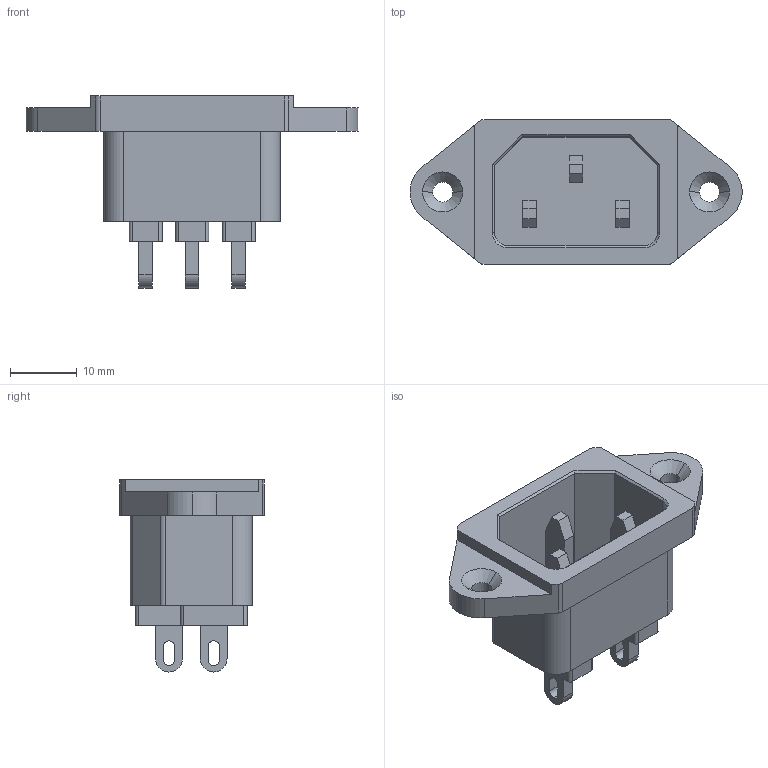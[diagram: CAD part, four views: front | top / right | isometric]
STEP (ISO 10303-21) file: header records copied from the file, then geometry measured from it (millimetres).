
FILE_DESCRIPTION (( 'STEP AP214' ), '1' );
FILE_NAME ('IEC Power Socket.STEP', '2024-08-01T01:55:06', ( '' ), ( '' ), 'SwSTEP 2.0', 'SolidWorks 2022', '' );
FILE_SCHEMA (( 'AUTOMOTIVE_DESIGN' ));
Length unit declared in the file: millimetre
Products named in the file (1): IEC Power Socket
Bounding box: 49.78 x 21.7 x 28.8 mm (x, y, z)
Volume: 4580.1 mm3; surface area: 5887.8 mm2
Topology: 1 solids, 1 shells, 138 faces, 363 edges, 238 vertices
Faces by surface type: plane 86, cylinder 46, cone 6
Entity records: 4897 total; most frequent: CARTESIAN_POINT 740, DIRECTION 739, ORIENTED_EDGE 726, EDGE_CURVE 363, VECTOR 265, LINE 265, VERTEX_POINT 238, AXIS2_PLACEMENT_3D 237
